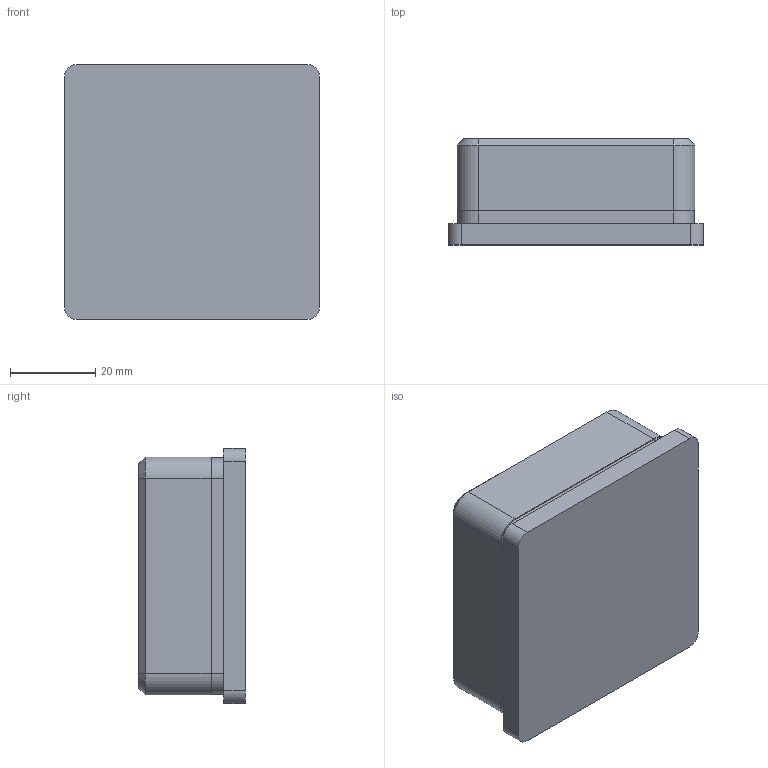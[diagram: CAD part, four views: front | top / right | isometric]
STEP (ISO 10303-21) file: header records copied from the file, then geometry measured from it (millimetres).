
FILE_DESCRIPTION (( 'STEP AP203' ), '1' );
FILE_NAME ('A_4732-060.STEP', '2019-05-09T08:07:20', ( '' ), ( '' ), 'SwSTEP 2.0', 'SolidWorks 2013', '' );
FILE_SCHEMA (( 'CONFIG_CONTROL_DESIGN' ));
Length unit declared in the file: millimetre
Products named in the file (1): A_4732-060
Bounding box: 60 x 25 x 60 mm (x, y, z)
Volume: 24505.4 mm3; surface area: 16673.8 mm2
Topology: 1 solids, 1 shells, 93 faces, 232 edges, 142 vertices
Faces by surface type: plane 41, cylinder 36, cone 8, torus 6, sphere 2
Entity records: 2815 total; most frequent: DIRECTION 504, CARTESIAN_POINT 466, ORIENTED_EDGE 460, EDGE_CURVE 230, AXIS2_PLACEMENT_3D 180, VECTOR 144, LINE 144, VERTEX_POINT 142
